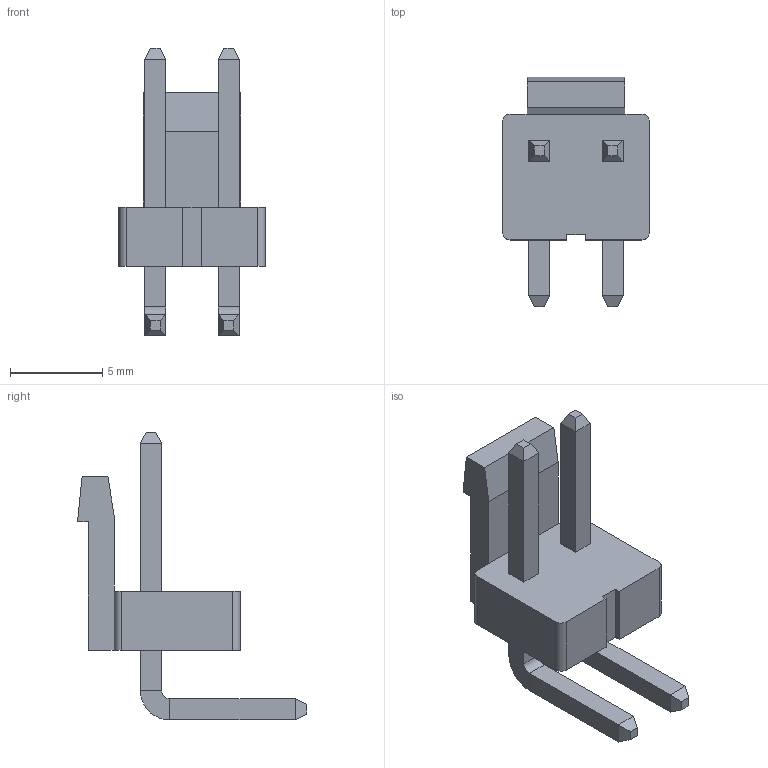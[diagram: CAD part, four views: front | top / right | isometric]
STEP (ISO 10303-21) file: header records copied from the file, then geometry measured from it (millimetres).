
FILE_DESCRIPTION(('FreeCAD Model'),'2;1');
FILE_NAME('Open CASCADE Shape Model','2025-01-31T12:49:08',(''),(''), 'Open CASCADE STEP processor 7.8','FreeCAD','Unknown');
FILE_SCHEMA(('AUTOMOTIVE_DESIGN { 1 0 10303 214 1 1 1 1 }'));
Length unit declared in the file: millimetre
Products named in the file (4): C_647676; Array; Body001; Body
Assembly tree (4 placements, depth 3):
  C_647676
    Array
      Body001  x2
    Body
Bounding box: 7.92 x 12.4 x 15.57 mm (x, y, z)
Volume: 295 mm3; surface area: 545.6 mm2
Topology: 3 solids, 3 shells, 75 faces, 173 edges, 104 vertices
Faces by surface type: plane 67, cylinder 8
Entity records: 1612 total; most frequent: CARTESIAN_POINT 267, ORIENTED_EDGE 258, DIRECTION 257, EDGE_CURVE 129, LINE 117, VECTOR 117, VERTEX_POINT 80, AXIS2_PLACEMENT_3D 70
